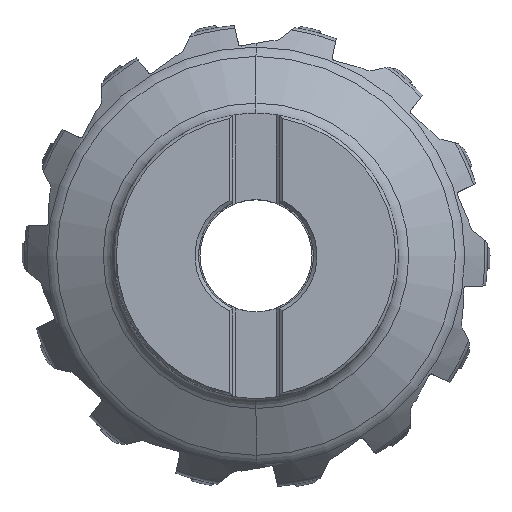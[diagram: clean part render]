
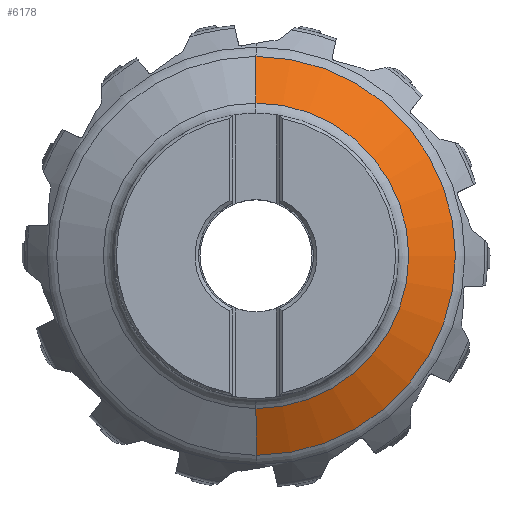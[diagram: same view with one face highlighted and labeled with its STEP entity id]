
A CAD part, top view. The second image highlights one B-rep face of the part: STEP entity #6178.
In plain terms, the highlighted conical face has half-angle 60 degrees and reference radius 59.829 mm.
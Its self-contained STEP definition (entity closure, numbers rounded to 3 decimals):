
#2719=LINE('',#62900,#4239);
#2720=LINE('',#62904,#4240);
#4239=VECTOR('',#40307,1.);
#4240=VECTOR('',#40310,1.);
#6178=ADVANCED_FACE('',(#8044),#7017,.T.);
#7017=CONICAL_SURFACE('',#34111,59.829,60.);
#8044=FACE_OUTER_BOUND('',#9822,.T.);
#9822=EDGE_LOOP('',(#18059,#18060,#18061,#18062,#18063));
#18059=ORIENTED_EDGE('',*,*,#28455,.F.);
#18060=ORIENTED_EDGE('',*,*,#28456,.T.);
#18061=ORIENTED_EDGE('',*,*,#28457,.T.);
#18062=ORIENTED_EDGE('',*,*,#28454,.T.);
#18063=ORIENTED_EDGE('',*,*,#28453,.T.);
#24245=VERTEX_POINT('',#62889);
#24247=VERTEX_POINT('',#62893);
#24248=VERTEX_POINT('',#62897);
#24249=VERTEX_POINT('',#62901);
#24250=VERTEX_POINT('',#62903);
#28453=EDGE_CURVE('',#24248,#24247,#31140,.T.);
#28454=EDGE_CURVE('',#24245,#24248,#31141,.T.);
#28455=EDGE_CURVE('',#24249,#24247,#2719,.T.);
#28456=EDGE_CURVE('',#24249,#24250,#31142,.T.);
#28457=EDGE_CURVE('',#24250,#24245,#2720,.T.);
#31140=CIRCLE('',#34107,67.767);
#31141=CIRCLE('',#34108,67.767);
#31142=CIRCLE('',#34110,51.891);
#34107=AXIS2_PLACEMENT_3D('',#62896,#40301,#40302);
#34108=AXIS2_PLACEMENT_3D('',#62898,#40303,#40304);
#34110=AXIS2_PLACEMENT_3D('',#62902,#40308,#40309);
#34111=AXIS2_PLACEMENT_3D('',#62905,#40311,#40312);
#40301=DIRECTION('',(0.,0.,1.));
#40302=DIRECTION('',(0.,-1.,0.));
#40303=DIRECTION('',(0.,0.,1.));
#40304=DIRECTION('',(0.,-1.,0.));
#40307=DIRECTION('',(0.,0.866,-0.5));
#40308=DIRECTION('',(0.,0.,-1.));
#40309=DIRECTION('',(0.,1.,0.));
#40310=DIRECTION('',(0.,-0.866,-0.5));
#40311=DIRECTION('',(0.,0.,-1.));
#40312=DIRECTION('',(0.,-1.,0.));
#62889=CARTESIAN_POINT('',(0.,-67.767,-33.592));
#62893=CARTESIAN_POINT('',(0.,67.767,-33.592));
#62896=CARTESIAN_POINT('',(0.,0.,-33.592));
#62897=CARTESIAN_POINT('',(0.015,-67.767,-33.592));
#62898=CARTESIAN_POINT('',(0.,0.,-33.592));
#62900=CARTESIAN_POINT('',(0.,67.767,-33.592));
#62901=CARTESIAN_POINT('',(0.,51.891,-24.426));
#62902=CARTESIAN_POINT('',(0.,0.,-24.426));
#62903=CARTESIAN_POINT('',(0.,-51.891,-24.426));
#62904=CARTESIAN_POINT('',(0.,-67.767,-33.592));
#62905=CARTESIAN_POINT('',(0.,0.,-29.009));
